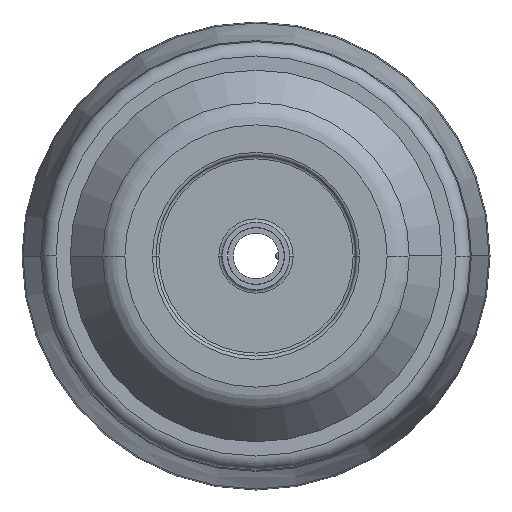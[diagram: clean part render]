
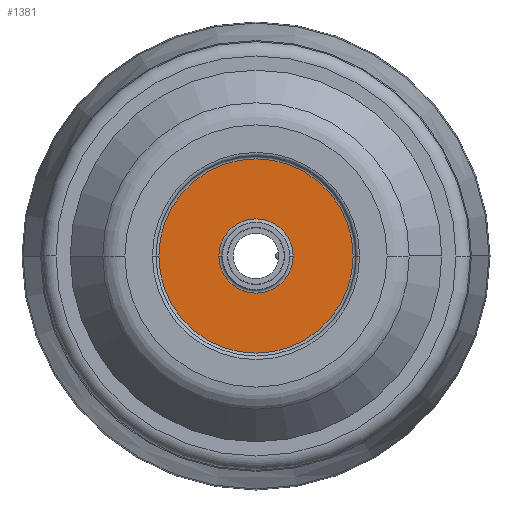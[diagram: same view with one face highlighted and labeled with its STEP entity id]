
A CAD part, left-side view. The second image highlights one B-rep face of the part: STEP entity #1381.
In plain terms, the highlighted planar face has unit normal (-1, 0, 0).
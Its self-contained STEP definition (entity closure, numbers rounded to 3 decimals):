
#5 = DIRECTION ( 'NONE',  ( -1., 0., 0. ) ) ;
#19 = DIRECTION ( 'NONE',  ( 0., 1., 0. ) ) ;
#100 = EDGE_CURVE ( 'NONE', #1258, #522, #1520, .T. ) ;
#111 = DIRECTION ( 'NONE',  ( 1., 0., 0. ) ) ;
#190 = FACE_BOUND ( 'NONE', #1166, .T. ) ;
#306 = DIRECTION ( 'NONE',  ( 0., 1., 0. ) ) ;
#373 = ORIENTED_EDGE ( 'NONE', *, *, #100, .T. ) ;
#461 = CIRCLE ( 'NONE', #1655, 13.6 ) ;
#488 = DIRECTION ( 'NONE',  ( 0., -1., 0. ) ) ;
#522 = VERTEX_POINT ( 'NONE', #2049 ) ;
#580 = ORIENTED_EDGE ( 'NONE', *, *, #1355, .F. ) ;
#603 = CARTESIAN_POINT ( 'NONE',  ( -48.2, 0., 0. ) ) ;
#683 = CARTESIAN_POINT ( 'NONE',  ( -48.2, -13.6, 0. ) ) ;
#694 = VERTEX_POINT ( 'NONE', #1201 ) ;
#858 = DIRECTION ( 'NONE',  ( 1., 0., 0. ) ) ;
#860 = CARTESIAN_POINT ( 'NONE',  ( -48.2, -5.2, 0. ) ) ;
#930 = DIRECTION ( 'NONE',  ( 0., -1., 0. ) ) ;
#947 = VERTEX_POINT ( 'NONE', #683 ) ;
#1038 = ORIENTED_EDGE ( 'NONE', *, *, #1745, .T. ) ;
#1091 = PLANE ( 'NONE',  #1238 ) ;
#1133 = AXIS2_PLACEMENT_3D ( 'NONE', #1363, #858, #488 ) ;
#1166 = EDGE_LOOP ( 'NONE', ( #373, #1038 ) ) ;
#1188 = CARTESIAN_POINT ( 'NONE',  ( -48.2, 0., 0. ) ) ;
#1201 = CARTESIAN_POINT ( 'NONE',  ( -48.2, 13.6, 0. ) ) ;
#1238 = AXIS2_PLACEMENT_3D ( 'NONE', #1796, #5, #930 ) ;
#1258 = VERTEX_POINT ( 'NONE', #860 ) ;
#1277 = CIRCLE ( 'NONE', #1696, 13.6 ) ;
#1291 = FACE_OUTER_BOUND ( 'NONE', #1786, .T. ) ;
#1355 = EDGE_CURVE ( 'NONE', #694, #947, #461, .T. ) ;
#1363 = CARTESIAN_POINT ( 'NONE',  ( -48.2, 0., 0. ) ) ;
#1381 = ADVANCED_FACE ( 'NONE', ( #190, #1291 ), #1091, .T. ) ;
#1456 = CARTESIAN_POINT ( 'NONE',  ( -48.2, 0., 0. ) ) ;
#1468 = CIRCLE ( 'NONE', #1133, 5.2 ) ;
#1520 = CIRCLE ( 'NONE', #2262, 5.2 ) ;
#1521 = DIRECTION ( 'NONE',  ( 0., -1., 0. ) ) ;
#1613 = DIRECTION ( 'NONE',  ( 1., 0., 0. ) ) ;
#1655 = AXIS2_PLACEMENT_3D ( 'NONE', #1456, #1613, #19 ) ;
#1696 = AXIS2_PLACEMENT_3D ( 'NONE', #1188, #111, #306 ) ;
#1716 = EDGE_CURVE ( 'NONE', #947, #694, #1277, .T. ) ;
#1745 = EDGE_CURVE ( 'NONE', #522, #1258, #1468, .T. ) ;
#1754 = ORIENTED_EDGE ( 'NONE', *, *, #1716, .F. ) ;
#1786 = EDGE_LOOP ( 'NONE', ( #580, #1754 ) ) ;
#1796 = CARTESIAN_POINT ( 'NONE',  ( -48.2, 13.6, 0. ) ) ;
#2020 = DIRECTION ( 'NONE',  ( 1., 0., 0. ) ) ;
#2049 = CARTESIAN_POINT ( 'NONE',  ( -48.2, 5.2, 0. ) ) ;
#2262 = AXIS2_PLACEMENT_3D ( 'NONE', #603, #2020, #1521 ) ;
